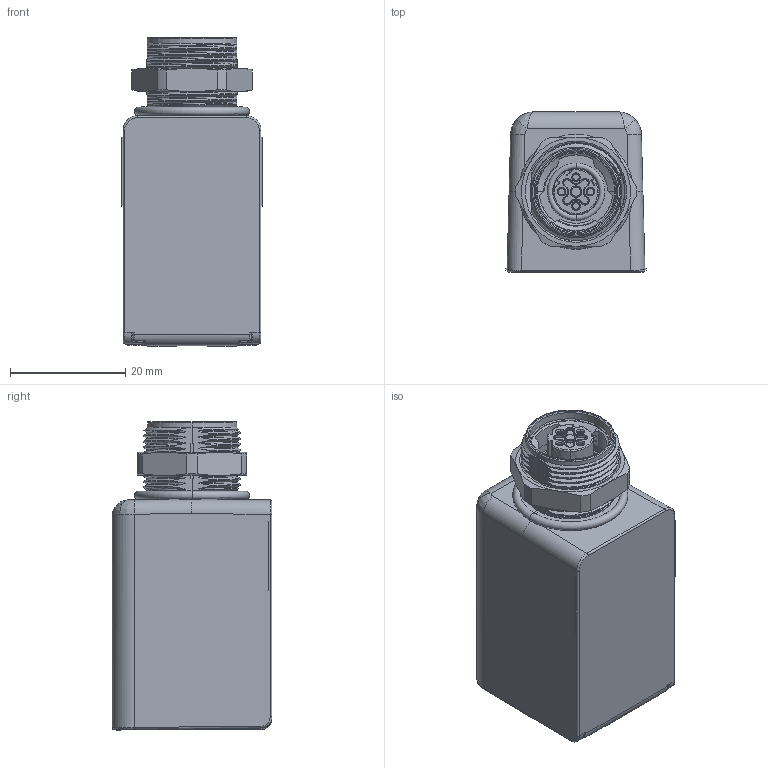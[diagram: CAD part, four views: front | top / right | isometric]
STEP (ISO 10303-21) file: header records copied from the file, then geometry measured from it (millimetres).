
FILE_DESCRIPTION (( 'STEP AP214' ), '1' );
FILE_NAME ('Customer-BB3647A1702.STEP', '2021-11-29T13:39:01', ( '' ), ( '' ), 'SwSTEP 2.0', 'SolidWorks 2018', '' );
FILE_SCHEMA (( 'AUTOMOTIVE_DESIGN' ));
Length unit declared in the file: millimetre
Products named in the file (1): Customer-BB3647A1702
Bounding box: 24.38 x 27.8 x 53.69 mm (x, y, z)
Volume: 27431.9 mm3; surface area: 8911.2 mm2
Topology: 2 solids, 2 shells, 864 faces, 2279 edges, 1424 vertices
Faces by surface type: plane 326, cylinder 225, bspline 212, torus 45, cone 44, sphere 12
Entity records: 89938 total; most frequent: CARTESIAN_POINT 68103, ORIENTED_EDGE 4538, DIRECTION 3236, EDGE_CURVE 2269, VERTEX_POINT 1424, LINE 1088, VECTOR 1088, AXIS2_PLACEMENT_3D 1074
